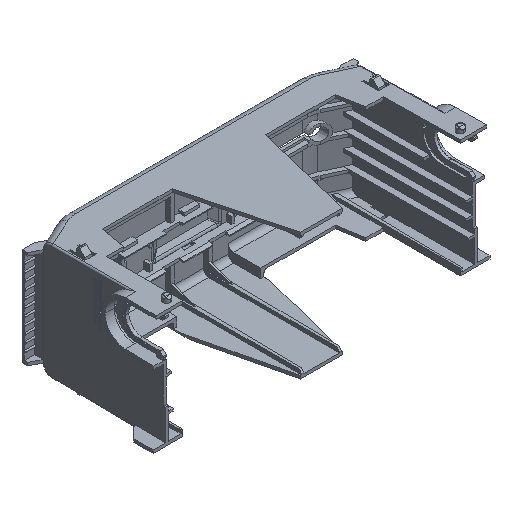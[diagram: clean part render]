
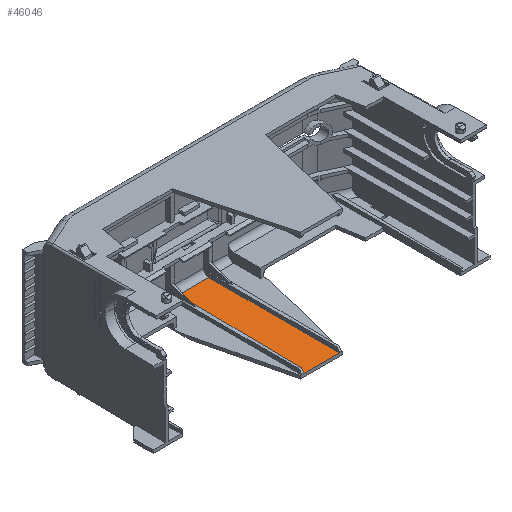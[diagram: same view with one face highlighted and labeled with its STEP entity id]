
A CAD part, isometric view. The second image highlights one B-rep face of the part: STEP entity #46046.
In plain terms, the highlighted planar face has unit normal (0, -0.009, 1).
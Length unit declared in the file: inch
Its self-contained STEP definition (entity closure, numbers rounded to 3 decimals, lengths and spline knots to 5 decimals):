
#3442 = DIRECTION ( 'NONE',  ( 0., 0.009, -1. ) ) ;
#6088 = EDGE_CURVE ( 'NONE', #8443, #59732, #58061, .T. ) ;
#8443 = VERTEX_POINT ( 'NONE', #99553 ) ;
#10870 = VECTOR ( 'NONE', #109993, 39.37008 ) ;
#15020 = CARTESIAN_POINT ( 'NONE',  ( 0.46337, 0., -1.67347 ) ) ;
#22700 = DIRECTION ( 'NONE',  ( 0., 1., 0.009 ) ) ;
#23327 = DIRECTION ( 'NONE',  ( 0.009, -1., -0.009 ) ) ;
#25688 = FACE_OUTER_BOUND ( 'NONE', #52916, .T. ) ;
#27457 = VERTEX_POINT ( 'NONE', #80045 ) ;
#27718 = ORIENTED_EDGE ( 'NONE', *, *, #33315, .T. ) ;
#30149 = ORIENTED_EDGE ( 'NONE', *, *, #6088, .F. ) ;
#32510 = VECTOR ( 'NONE', #67018, 39.37008 ) ;
#33315 = EDGE_CURVE ( 'NONE', #27457, #38517, #42298, .T. ) ;
#33399 = ORIENTED_EDGE ( 'NONE', *, *, #89517, .F. ) ;
#38517 = VERTEX_POINT ( 'NONE', #15020 ) ;
#40370 = CARTESIAN_POINT ( 'NONE',  ( -2.99209, 3.55049, -1.64248 ) ) ;
#41192 = CARTESIAN_POINT ( 'NONE',  ( -2.99209, 3.33585, -1.64436 ) ) ;
#42298 = LINE ( 'NONE', #103945, #106954 ) ;
#46046 = ADVANCED_FACE ( 'NONE', ( #25688 ), #83954, .F. ) ;
#47026 = VECTOR ( 'NONE', #23327, 39.37008 ) ;
#48883 = CARTESIAN_POINT ( 'NONE',  ( 0.43426, 3.33585, -1.64436 ) ) ;
#52204 = ORIENTED_EDGE ( 'NONE', *, *, #103774, .F. ) ;
#52916 = EDGE_LOOP ( 'NONE', ( #30149, #52204, #27718, #33399 ) ) ;
#56424 = LINE ( 'NONE', #48883, #47026 ) ;
#58061 = LINE ( 'NONE', #41192, #10870 ) ;
#59565 = AXIS2_PLACEMENT_3D ( 'NONE', #40370, #3442, #22700 ) ;
#59732 = VERTEX_POINT ( 'NONE', #62958 ) ;
#62958 = CARTESIAN_POINT ( 'NONE',  ( 0.43426, 3.33585, -1.64436 ) ) ;
#67018 = DIRECTION ( 'NONE',  ( 0.009, 1., 0.009 ) ) ;
#68588 = DIRECTION ( 'NONE',  ( 1., 0., 0. ) ) ;
#72850 = LINE ( 'NONE', #76017, #32510 ) ;
#76017 = CARTESIAN_POINT ( 'NONE',  ( -0.46337, 0., -1.67347 ) ) ;
#80045 = CARTESIAN_POINT ( 'NONE',  ( -0.46337, 0., -1.67347 ) ) ;
#83954 = PLANE ( 'NONE',  #59565 ) ;
#89517 = EDGE_CURVE ( 'NONE', #59732, #38517, #56424, .T. ) ;
#99553 = CARTESIAN_POINT ( 'NONE',  ( -0.43426, 3.33585, -1.64436 ) ) ;
#103774 = EDGE_CURVE ( 'NONE', #27457, #8443, #72850, .T. ) ;
#103945 = CARTESIAN_POINT ( 'NONE',  ( -3.98677, 0., -1.67347 ) ) ;
#106954 = VECTOR ( 'NONE', #68588, 39.37008 ) ;
#109993 = DIRECTION ( 'NONE',  ( 1., 0., 0. ) ) ;
